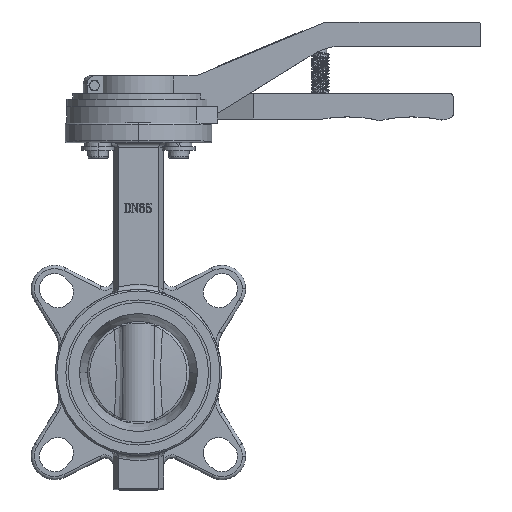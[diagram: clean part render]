
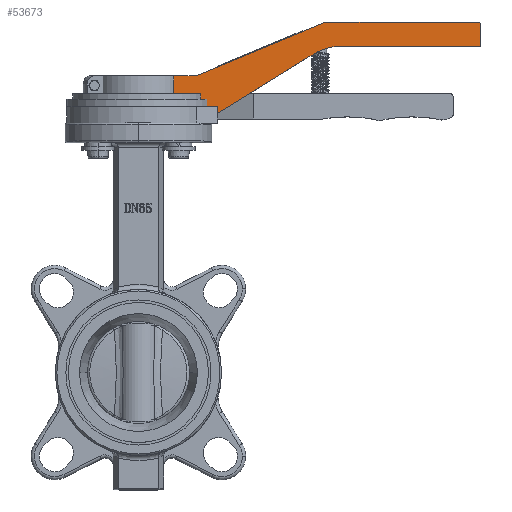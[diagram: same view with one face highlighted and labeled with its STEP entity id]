
A CAD part, top view. The second image highlights one B-rep face of the part: STEP entity #53673.
In plain terms, the highlighted planar face has unit normal (0, 0, 1).
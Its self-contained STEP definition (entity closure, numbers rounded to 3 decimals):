
#458 = VERTEX_POINT ( 'NONE', #46751 ) ;
#1025 = LINE ( 'NONE', #63966, #11113 ) ;
#1555 = DIRECTION ( 'NONE',  ( 0., -1., 0. ) ) ;
#1736 = CARTESIAN_POINT ( 'NONE',  ( 45., 186.758, 13. ) ) ;
#2433 = AXIS2_PLACEMENT_3D ( 'NONE', #63284, #5469, #58430 ) ;
#3016 = CARTESIAN_POINT ( 'NONE',  ( 21.693, 182., 13. ) ) ;
#3154 = CARTESIAN_POINT ( 'NONE',  ( 115.844, 200., 13. ) ) ;
#3290 = CIRCLE ( 'NONE', #41991, 30. ) ;
#3375 = ORIENTED_EDGE ( 'NONE', *, *, #21218, .F. ) ;
#3556 = CIRCLE ( 'NONE', #2433, 2. ) ;
#5126 = LINE ( 'NONE', #42194, #45154 ) ;
#5207 = ORIENTED_EDGE ( 'NONE', *, *, #18040, .T. ) ;
#5469 = DIRECTION ( 'NONE',  ( 0., 0., 1. ) ) ;
#5867 = LINE ( 'NONE', #59522, #47505 ) ;
#5998 = VECTOR ( 'NONE', #42837, 1000. ) ;
#6064 = DIRECTION ( 'NONE',  ( 1., 0., 0. ) ) ;
#6148 = CARTESIAN_POINT ( 'NONE',  ( 207.996, 215., 13. ) ) ;
#7113 = CARTESIAN_POINT ( 'NONE',  ( 209.996, 186.758, 13. ) ) ;
#7158 = ORIENTED_EDGE ( 'NONE', *, *, #43070, .T. ) ;
#7237 = DIRECTION ( 'NONE',  ( 1., 0., 0. ) ) ;
#7416 = FACE_OUTER_BOUND ( 'NONE', #61946, .T. ) ;
#8267 = CARTESIAN_POINT ( 'NONE',  ( 114.953, 215., 13. ) ) ;
#8968 = ORIENTED_EDGE ( 'NONE', *, *, #15124, .T. ) ;
#9109 = CARTESIAN_POINT ( 'NONE',  ( 21.693, 171., 13. ) ) ;
#9564 = DIRECTION ( 'NONE',  ( 1., 0., 0. ) ) ;
#10025 = VECTOR ( 'NONE', #1555, 1000. ) ;
#11113 = VECTOR ( 'NONE', #54237, 1000. ) ;
#11387 = LINE ( 'NONE', #1736, #44328 ) ;
#11699 = EDGE_CURVE ( 'NONE', #34970, #35114, #43117, .T. ) ;
#12029 = ORIENTED_EDGE ( 'NONE', *, *, #11699, .T. ) ;
#12087 = VECTOR ( 'NONE', #43799, 1000. ) ;
#12297 = VERTEX_POINT ( 'NONE', #3016 ) ;
#12945 = CARTESIAN_POINT ( 'NONE',  ( 115.844, 163., 13. ) ) ;
#14936 = EDGE_CURVE ( 'NONE', #28794, #12297, #52881, .T. ) ;
#15124 = EDGE_CURVE ( 'NONE', #32674, #36313, #5126, .T. ) ;
#15874 = EDGE_CURVE ( 'NONE', #12297, #33751, #1025, .T. ) ;
#17834 = CARTESIAN_POINT ( 'NONE',  ( 42.036, 186.758, 13. ) ) ;
#18040 = EDGE_CURVE ( 'NONE', #68261, #61825, #23780, .T. ) ;
#18252 = DIRECTION ( 'NONE',  ( 0., 1., 0. ) ) ;
#19667 = LINE ( 'NONE', #40097, #46545 ) ;
#20930 = EDGE_CURVE ( 'NONE', #63542, #58529, #27065, .T. ) ;
#21050 = EDGE_CURVE ( 'NONE', #33751, #32674, #5867, .T. ) ;
#21218 = EDGE_CURVE ( 'NONE', #22729, #458, #3290, .T. ) ;
#21734 = CARTESIAN_POINT ( 'NONE',  ( 114.953, 215., 13. ) ) ;
#22729 = VERTEX_POINT ( 'NONE', #23999 ) ;
#22756 = PLANE ( 'NONE',  #25339 ) ;
#23029 = LINE ( 'NONE', #17834, #10025 ) ;
#23780 = LINE ( 'NONE', #7113, #34530 ) ;
#23999 = CARTESIAN_POINT ( 'NONE',  ( 123.482, 200., 13. ) ) ;
#24162 = VECTOR ( 'NONE', #30802, 1000. ) ;
#25339 = AXIS2_PLACEMENT_3D ( 'NONE', #49705, #50391, #27935 ) ;
#26178 = VERTEX_POINT ( 'NONE', #43059 ) ;
#26580 = LINE ( 'NONE', #32475, #32814 ) ;
#26848 = CARTESIAN_POINT ( 'NONE',  ( 38.13, 167.6, 13. ) ) ;
#27065 = LINE ( 'NONE', #31559, #60743 ) ;
#27275 = LINE ( 'NONE', #21734, #5998 ) ;
#27830 = EDGE_CURVE ( 'NONE', #65467, #26178, #19667, .T. ) ;
#27935 = DIRECTION ( 'NONE',  ( 0., -1., 0. ) ) ;
#28794 = VERTEX_POINT ( 'NONE', #29911 ) ;
#29848 = LINE ( 'NONE', #3154, #35108 ) ;
#29911 = CARTESIAN_POINT ( 'NONE',  ( 35.382, 182., 13. ) ) ;
#30127 = DIRECTION ( 'NONE',  ( 0., 1., 0. ) ) ;
#30403 = CARTESIAN_POINT ( 'NONE',  ( 42.036, 163., 13. ) ) ;
#30443 = VERTEX_POINT ( 'NONE', #50146 ) ;
#30802 = DIRECTION ( 'NONE',  ( -1., 0., 0. ) ) ;
#31559 = CARTESIAN_POINT ( 'NONE',  ( 115.844, 215., 13. ) ) ;
#31903 = ORIENTED_EDGE ( 'NONE', *, *, #14936, .T. ) ;
#32475 = CARTESIAN_POINT ( 'NONE',  ( 77.794, 177.014, 13. ) ) ;
#32674 = VERTEX_POINT ( 'NONE', #56142 ) ;
#32814 = VECTOR ( 'NONE', #58017, 1000. ) ;
#33515 = ORIENTED_EDGE ( 'NONE', *, *, #15874, .T. ) ;
#33557 = VECTOR ( 'NONE', #6064, 1000. ) ;
#33589 = ORIENTED_EDGE ( 'NONE', *, *, #20930, .T. ) ;
#33751 = VERTEX_POINT ( 'NONE', #9109 ) ;
#34530 = VECTOR ( 'NONE', #18252, 1000. ) ;
#34970 = VERTEX_POINT ( 'NONE', #30403 ) ;
#35108 = VECTOR ( 'NONE', #45061, 1000. ) ;
#35114 = VERTEX_POINT ( 'NONE', #54822 ) ;
#35679 = ORIENTED_EDGE ( 'NONE', *, *, #54681, .T. ) ;
#36313 = VERTEX_POINT ( 'NONE', #26848 ) ;
#38506 = EDGE_CURVE ( 'NONE', #35114, #65467, #11387, .T. ) ;
#38900 = CARTESIAN_POINT ( 'NONE',  ( 209.996, 200., 13. ) ) ;
#40097 = CARTESIAN_POINT ( 'NONE',  ( 115.844, 158.515, 13. ) ) ;
#40852 = EDGE_CURVE ( 'NONE', #36313, #30443, #53818, .T. ) ;
#41742 = ORIENTED_EDGE ( 'NONE', *, *, #38506, .T. ) ;
#41991 = AXIS2_PLACEMENT_3D ( 'NONE', #61219, #67411, #30127 ) ;
#42194 = CARTESIAN_POINT ( 'NONE',  ( 38.13, 186.758, 13. ) ) ;
#42837 = DIRECTION ( 'NONE',  ( -0.924, -0.383, 0. ) ) ;
#43059 = CARTESIAN_POINT ( 'NONE',  ( 47.889, 158.515, 13. ) ) ;
#43070 = EDGE_CURVE ( 'NONE', #58529, #28794, #27275, .T. ) ;
#43117 = LINE ( 'NONE', #12945, #12087 ) ;
#43799 = DIRECTION ( 'NONE',  ( 1., 0., 0. ) ) ;
#44328 = VECTOR ( 'NONE', #59168, 1000. ) ;
#45061 = DIRECTION ( 'NONE',  ( 1., 0., 0. ) ) ;
#45154 = VECTOR ( 'NONE', #68082, 1000. ) ;
#46545 = VECTOR ( 'NONE', #9564, 1000. ) ;
#46751 = CARTESIAN_POINT ( 'NONE',  ( 107.7, 195.513, 13. ) ) ;
#46783 = EDGE_CURVE ( 'NONE', #26178, #458, #26580, .T. ) ;
#47420 = EDGE_CURVE ( 'NONE', #22729, #68261, #29848, .T. ) ;
#47505 = VECTOR ( 'NONE', #7237, 1000. ) ;
#49705 = CARTESIAN_POINT ( 'NONE',  ( 21.693, 158.515, 13. ) ) ;
#50146 = CARTESIAN_POINT ( 'NONE',  ( 42.036, 167.6, 13. ) ) ;
#50391 = DIRECTION ( 'NONE',  ( 0., 0., 1. ) ) ;
#50398 = ORIENTED_EDGE ( 'NONE', *, *, #27830, .T. ) ;
#52881 = LINE ( 'NONE', #61911, #24162 ) ;
#53673 = ADVANCED_FACE ( 'NONE', ( #7416 ), #22756, .T. ) ;
#53818 = LINE ( 'NONE', #64576, #33557 ) ;
#54237 = DIRECTION ( 'NONE',  ( 0., -1., 0. ) ) ;
#54681 = EDGE_CURVE ( 'NONE', #30443, #34970, #23029, .T. ) ;
#54822 = CARTESIAN_POINT ( 'NONE',  ( 45., 163., 13. ) ) ;
#56079 = CARTESIAN_POINT ( 'NONE',  ( 45., 158.515, 13. ) ) ;
#56142 = CARTESIAN_POINT ( 'NONE',  ( 38.13, 171., 13. ) ) ;
#58017 = DIRECTION ( 'NONE',  ( 0.85, 0.526, 0. ) ) ;
#58430 = DIRECTION ( 'NONE',  ( 0., 1., 0. ) ) ;
#58529 = VERTEX_POINT ( 'NONE', #8267 ) ;
#58843 = DIRECTION ( 'NONE',  ( -1., 0., 0. ) ) ;
#59168 = DIRECTION ( 'NONE',  ( 0., -1., 0. ) ) ;
#59522 = CARTESIAN_POINT ( 'NONE',  ( 115.844, 171., 13. ) ) ;
#60743 = VECTOR ( 'NONE', #58843, 1000. ) ;
#61219 = CARTESIAN_POINT ( 'NONE',  ( 123.482, 170., 13. ) ) ;
#61398 = ORIENTED_EDGE ( 'NONE', *, *, #40852, .T. ) ;
#61825 = VERTEX_POINT ( 'NONE', #63144 ) ;
#61911 = CARTESIAN_POINT ( 'NONE',  ( 115.844, 182., 13. ) ) ;
#61946 = EDGE_LOOP ( 'NONE', ( #61398, #35679, #12029, #41742, #50398, #67973, #3375, #64823, #5207, #68161, #33589, #7158, #31903, #33515, #66487, #8968 ) ) ;
#63144 = CARTESIAN_POINT ( 'NONE',  ( 209.996, 213., 13. ) ) ;
#63284 = CARTESIAN_POINT ( 'NONE',  ( 207.996, 213., 13. ) ) ;
#63542 = VERTEX_POINT ( 'NONE', #6148 ) ;
#63966 = CARTESIAN_POINT ( 'NONE',  ( 21.693, 186.758, 13. ) ) ;
#64576 = CARTESIAN_POINT ( 'NONE',  ( 115.844, 167.6, 13. ) ) ;
#64823 = ORIENTED_EDGE ( 'NONE', *, *, #47420, .T. ) ;
#65467 = VERTEX_POINT ( 'NONE', #56079 ) ;
#66270 = EDGE_CURVE ( 'NONE', #61825, #63542, #3556, .T. ) ;
#66487 = ORIENTED_EDGE ( 'NONE', *, *, #21050, .T. ) ;
#67411 = DIRECTION ( 'NONE',  ( 0., 0., 1. ) ) ;
#67973 = ORIENTED_EDGE ( 'NONE', *, *, #46783, .T. ) ;
#68082 = DIRECTION ( 'NONE',  ( 0., -1., 0. ) ) ;
#68161 = ORIENTED_EDGE ( 'NONE', *, *, #66270, .T. ) ;
#68261 = VERTEX_POINT ( 'NONE', #38900 ) ;
